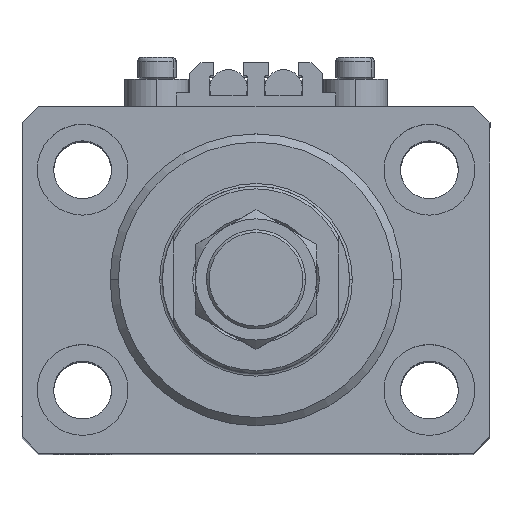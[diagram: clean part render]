
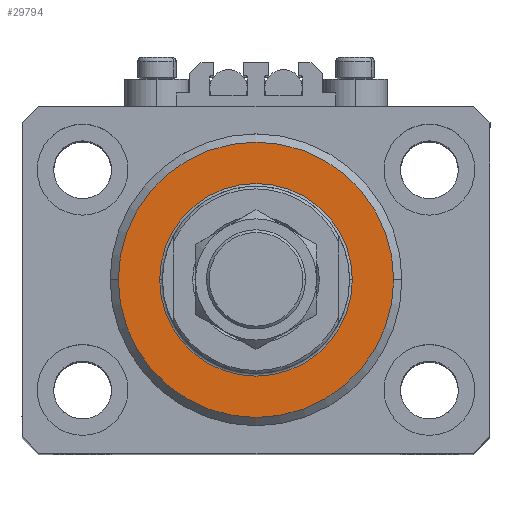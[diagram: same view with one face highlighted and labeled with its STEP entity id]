
A CAD part, top view. The second image highlights one B-rep face of the part: STEP entity #29794.
In plain terms, the highlighted face is planar.
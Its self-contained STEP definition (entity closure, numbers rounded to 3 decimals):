
#2608 = AXIS2_PLACEMENT_3D ( 'NONE', #17576, #33435, #44980 ) ;
#2961 = EDGE_CURVE ( 'NONE', #5806, #21808, #17857, .T. ) ;
#3734 = CARTESIAN_POINT ( 'NONE',  ( 17.5, 0., 0. ) ) ;
#3869 = CARTESIAN_POINT ( 'NONE',  ( 0., 0., 0. ) ) ;
#5806 = VERTEX_POINT ( 'NONE', #16627 ) ;
#5937 = VERTEX_POINT ( 'NONE', #32975 ) ;
#10971 = FACE_BOUND ( 'NONE', #13837, .T. ) ;
#11308 = VERTEX_POINT ( 'NONE', #3734 ) ;
#12297 = DIRECTION ( 'NONE',  ( 1., 0., 0. ) ) ;
#12579 = CIRCLE ( 'NONE', #18281, 17.5 ) ;
#13837 = EDGE_LOOP ( 'NONE', ( #24880, #14103 ) ) ;
#13904 = EDGE_CURVE ( 'NONE', #5937, #11308, #12579, .T. ) ;
#13945 = CARTESIAN_POINT ( 'NONE',  ( -25., 0., 0. ) ) ;
#14022 = CIRCLE ( 'NONE', #2608, 17.5 ) ;
#14103 = ORIENTED_EDGE ( 'NONE', *, *, #13904, .T. ) ;
#14284 = PLANE ( 'NONE',  #35072 ) ;
#16073 = AXIS2_PLACEMENT_3D ( 'NONE', #18630, #49877, #38347 ) ;
#16627 = CARTESIAN_POINT ( 'NONE',  ( 25., 0., 0. ) ) ;
#17576 = CARTESIAN_POINT ( 'NONE',  ( 0., 0., 0. ) ) ;
#17857 = CIRCLE ( 'NONE', #29306, 25. ) ;
#18281 = AXIS2_PLACEMENT_3D ( 'NONE', #45930, #26196, #21840 ) ;
#18630 = CARTESIAN_POINT ( 'NONE',  ( 0., 0., 0. ) ) ;
#19308 = CIRCLE ( 'NONE', #16073, 25. ) ;
#20545 = EDGE_CURVE ( 'NONE', #21808, #5806, #19308, .T. ) ;
#21808 = VERTEX_POINT ( 'NONE', #13945 ) ;
#21840 = DIRECTION ( 'NONE',  ( 1., 0., 0. ) ) ;
#24880 = ORIENTED_EDGE ( 'NONE', *, *, #48362, .T. ) ;
#26196 = DIRECTION ( 'NONE',  ( 0., 0., 1. ) ) ;
#26551 = FACE_OUTER_BOUND ( 'NONE', #30882, .T. ) ;
#29306 = AXIS2_PLACEMENT_3D ( 'NONE', #3869, #35551, #12297 ) ;
#29390 = DIRECTION ( 'NONE',  ( 1., 0., 0. ) ) ;
#29794 = ADVANCED_FACE ( 'NONE', ( #10971, #26551 ), #14284, .F. ) ;
#30882 = EDGE_LOOP ( 'NONE', ( #40700, #50419 ) ) ;
#32975 = CARTESIAN_POINT ( 'NONE',  ( -17.5, 0., 0. ) ) ;
#33211 = DIRECTION ( 'NONE',  ( 0., 0., 1. ) ) ;
#33435 = DIRECTION ( 'NONE',  ( 0., 0., 1. ) ) ;
#35072 = AXIS2_PLACEMENT_3D ( 'NONE', #45506, #33211, #29390 ) ;
#35551 = DIRECTION ( 'NONE',  ( 0., 0., -1. ) ) ;
#38347 = DIRECTION ( 'NONE',  ( 1., 0., 0. ) ) ;
#40700 = ORIENTED_EDGE ( 'NONE', *, *, #2961, .T. ) ;
#44980 = DIRECTION ( 'NONE',  ( 1., 0., 0. ) ) ;
#45506 = CARTESIAN_POINT ( 'NONE',  ( 0., 0., 0. ) ) ;
#45930 = CARTESIAN_POINT ( 'NONE',  ( 0., 0., 0. ) ) ;
#48362 = EDGE_CURVE ( 'NONE', #11308, #5937, #14022, .T. ) ;
#49877 = DIRECTION ( 'NONE',  ( 0., 0., -1. ) ) ;
#50419 = ORIENTED_EDGE ( 'NONE', *, *, #20545, .T. ) ;
